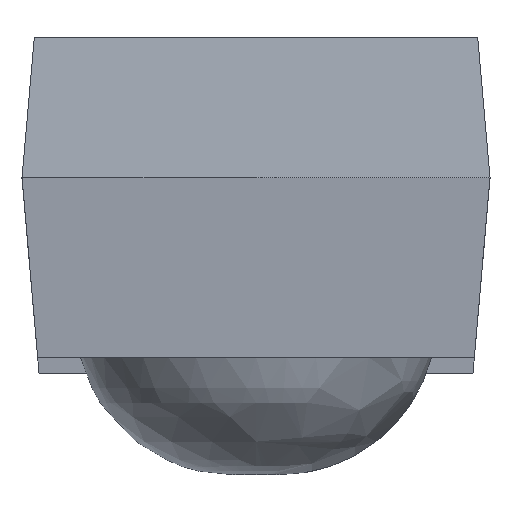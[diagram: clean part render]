
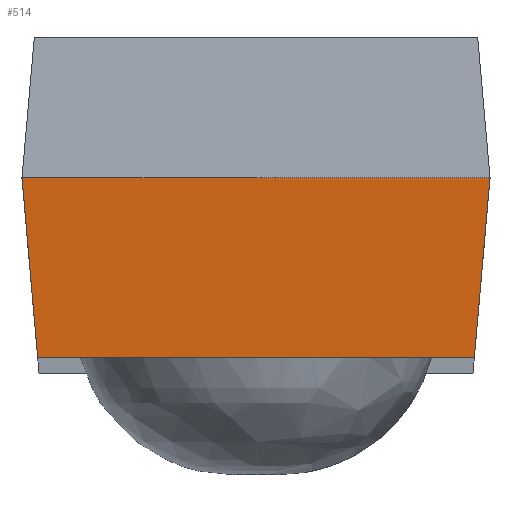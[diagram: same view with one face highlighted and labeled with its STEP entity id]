
A CAD part, top view. The second image highlights one B-rep face of the part: STEP entity #514.
In plain terms, the highlighted planar face has unit normal (0, -0.087, 0.996).
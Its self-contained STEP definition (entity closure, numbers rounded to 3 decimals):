
#29=PLANE('',#569);
#63=FACE_OUTER_BOUND('',#98,.T.);
#98=EDGE_LOOP('',(#391,#392,#393,#394));
#138=LINE('',#771,#201);
#141=LINE('',#777,#204);
#142=LINE('',#779,#205);
#143=LINE('',#780,#206);
#201=VECTOR('',#626,10.);
#204=VECTOR('',#631,10.);
#205=VECTOR('',#632,10.);
#206=VECTOR('',#633,10.);
#268=VERTEX_POINT('',#768);
#269=VERTEX_POINT('',#770);
#271=VERTEX_POINT('',#776);
#272=VERTEX_POINT('',#778);
#315=EDGE_CURVE('',#269,#268,#138,.T.);
#318=EDGE_CURVE('',#268,#271,#141,.T.);
#319=EDGE_CURVE('',#272,#271,#142,.T.);
#320=EDGE_CURVE('',#272,#269,#143,.T.);
#391=ORIENTED_EDGE('',*,*,#318,.T.);
#392=ORIENTED_EDGE('',*,*,#319,.F.);
#393=ORIENTED_EDGE('',*,*,#320,.T.);
#394=ORIENTED_EDGE('',*,*,#315,.T.);
#514=ADVANCED_FACE('',(#63),#29,.T.);
#569=AXIS2_PLACEMENT_3D('',#775,#629,#630);
#626=DIRECTION('',(0.087,-0.992,-0.087));
#629=DIRECTION('center_axis',(0.,-0.087,0.996));
#630=DIRECTION('ref_axis',(-1.,0.,0.));
#631=DIRECTION('',(1.,0.,0.));
#632=DIRECTION('',(-0.087,-0.992,-0.087));
#633=DIRECTION('',(-1.,0.,0.));
#768=CARTESIAN_POINT('',(-2.799,-2.3,3.274));
#770=CARTESIAN_POINT('',(-3.,0.,3.475));
#771=CARTESIAN_POINT('',(-2.974,-0.299,3.449));
#775=CARTESIAN_POINT('Origin',(-3.,0.,3.475));
#776=CARTESIAN_POINT('',(2.799,-2.3,3.274));
#777=CARTESIAN_POINT('',(3.,-2.3,3.274));
#778=CARTESIAN_POINT('',(3.,0.,3.475));
#779=CARTESIAN_POINT('',(2.977,-0.259,3.452));
#780=CARTESIAN_POINT('',(3.,0.,3.475));
